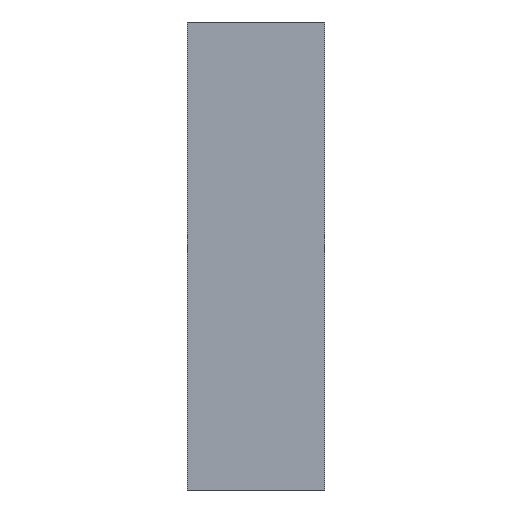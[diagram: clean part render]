
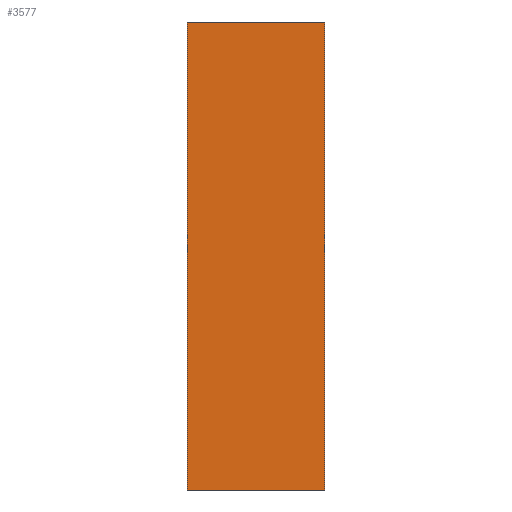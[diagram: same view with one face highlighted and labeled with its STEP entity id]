
A CAD part, left-side view. The second image highlights one B-rep face of the part: STEP entity #3577.
In plain terms, the highlighted free-form (B-spline) face has degree [1, 1] with [2, 2] control points.
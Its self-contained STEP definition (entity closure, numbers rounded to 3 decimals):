
#3266 = VERTEX_POINT('',#3267);
#3267 = CARTESIAN_POINT('',(-1.738,17.375,
    41.267));
#3272 = EDGE_CURVE('',#3266,#3273,#3275,.T.);
#3273 = VERTEX_POINT('',#3274);
#3274 = CARTESIAN_POINT('',(-1.738,-6.95,
    41.267));
#3275 = B_SPLINE_CURVE_WITH_KNOTS('',1,(#3276,#3277),.UNSPECIFIED.,.F.,
  .F.,(2,2),(0.,28.),.PIECEWISE_BEZIER_KNOTS.);
#3276 = CARTESIAN_POINT('',(-1.738,17.375,
    41.267));
#3277 = CARTESIAN_POINT('',(-1.738,-6.95,
    41.267));
#3505 = VERTEX_POINT('',#3506);
#3506 = CARTESIAN_POINT('',(-1.738,-6.95,
    -41.267));
#3511 = EDGE_CURVE('',#3505,#3512,#3514,.T.);
#3512 = VERTEX_POINT('',#3513);
#3513 = CARTESIAN_POINT('',(-1.738,17.375,
    -41.267));
#3514 = B_SPLINE_CURVE_WITH_KNOTS('',1,(#3515,#3516),.UNSPECIFIED.,.F.,
  .F.,(2,2),(-28.,0.),.PIECEWISE_BEZIER_KNOTS.);
#3515 = CARTESIAN_POINT('',(-1.738,-6.95,
    -41.267));
#3516 = CARTESIAN_POINT('',(-1.738,17.375,
    -41.267));
#3567 = EDGE_CURVE('',#3505,#3273,#3568,.T.);
#3568 = B_SPLINE_CURVE_WITH_KNOTS('',1,(#3569,#3570),.UNSPECIFIED.,.F.,
  .F.,(2,2),(-47.5,47.5),.PIECEWISE_BEZIER_KNOTS.);
#3569 = CARTESIAN_POINT('',(-1.738,-6.95,
    -41.267));
#3570 = CARTESIAN_POINT('',(-1.738,-6.95,
    41.267));
#3577 = ADVANCED_FACE('',(#3578),#3588,.T.);
#3578 = FACE_BOUND('',#3579,.T.);
#3579 = EDGE_LOOP('',(#3580,#3581,#3582,#3587));
#3580 = ORIENTED_EDGE('',*,*,#3567,.T.);
#3581 = ORIENTED_EDGE('',*,*,#3272,.F.);
#3582 = ORIENTED_EDGE('',*,*,#3583,.F.);
#3583 = EDGE_CURVE('',#3512,#3266,#3584,.T.);
#3584 = B_SPLINE_CURVE_WITH_KNOTS('',1,(#3585,#3586),.UNSPECIFIED.,.F.,
  .F.,(2,2),(-47.5,47.5),.PIECEWISE_BEZIER_KNOTS.);
#3585 = CARTESIAN_POINT('',(-1.738,17.375,
    -41.267));
#3586 = CARTESIAN_POINT('',(-1.738,17.375,
    41.267));
#3587 = ORIENTED_EDGE('',*,*,#3511,.F.);
#3588 = B_SPLINE_SURFACE_WITH_KNOTS('',1,1,(
    (#3589,#3590)
    ,(#3591,#3592
    )),.UNSPECIFIED.,.F.,.F.,.F.,(2,2),(2,2),(0.,28.),(-47.5,47.5),
  .PIECEWISE_BEZIER_KNOTS.);
#3589 = CARTESIAN_POINT('',(-1.738,17.375,
    -41.267));
#3590 = CARTESIAN_POINT('',(-1.738,17.375,
    41.267));
#3591 = CARTESIAN_POINT('',(-1.738,-6.95,
    -41.267));
#3592 = CARTESIAN_POINT('',(-1.738,-6.95,
    41.267));
